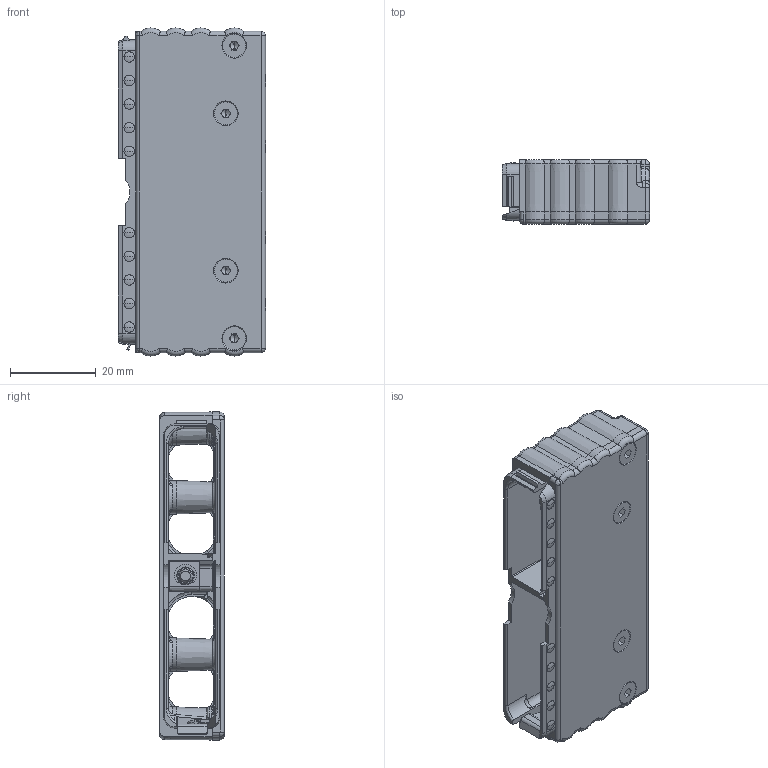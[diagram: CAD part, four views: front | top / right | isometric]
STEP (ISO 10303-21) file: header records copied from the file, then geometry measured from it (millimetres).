
FILE_DESCRIPTION((''),'2;1');
FILE_NAME('33518376020SIM','2019-11-05T',('presta_be4'),(''),'CREO PARAMETRIC BY PTC INC, 2018360','CREO PARAMETRIC BY PTC INC, 2018360','');
FILE_SCHEMA(('CONFIG_CONTROL_DESIGN'));
Products named in the file (1): 33518376020SIM
Bounding box: 34.3 x 15.01 x 76.5 mm (x, y, z)
Volume: 13906.5 mm3; surface area: 17409.9 mm2
Topology: 1 solids, 1 shells, 1714 faces, 4538 edges, 2821 vertices
Faces by surface type: plane 809, cylinder 445, cone 172, torus 122, bspline 110, sphere 56
Entity records: 133264 total; most frequent: CARTESIAN_POINT 92225, ORIENTED_EDGE 8974, DIRECTION 8031, EDGE_CURVE 4487, VERTEX_POINT 2821, AXIS2_PLACEMENT_3D 2816, VECTOR 2399, LINE 2399
